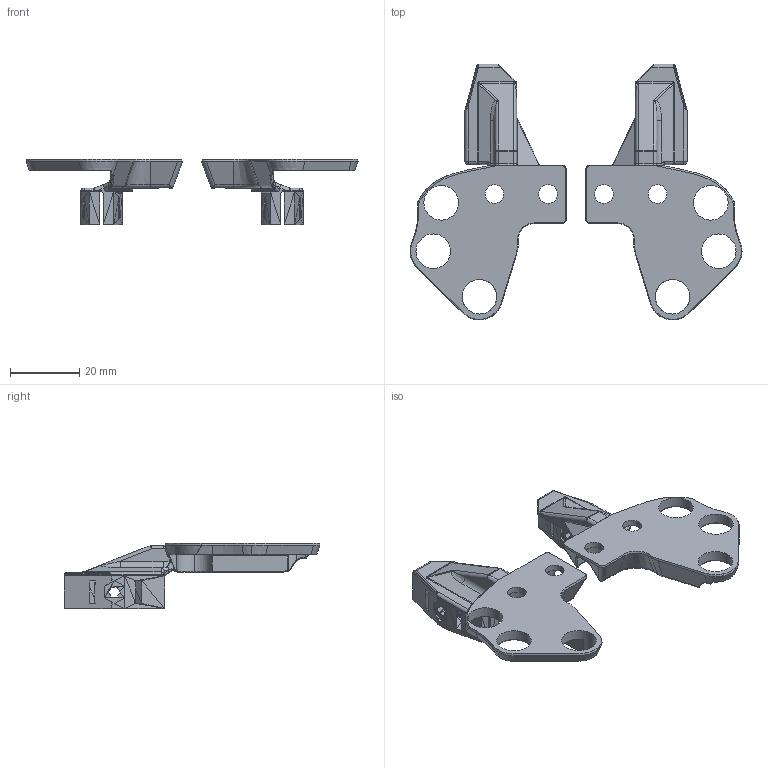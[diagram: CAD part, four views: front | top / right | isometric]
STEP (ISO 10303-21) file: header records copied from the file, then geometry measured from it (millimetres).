
FILE_DESCRIPTION (( 'STEP AP214' ), '1' );
FILE_NAME ('distanziale.STEP', '2024-12-01T23:24:44', ( '' ), ( '' ), 'SwSTEP 2.0', 'SolidWorks 2024', '' );
FILE_SCHEMA (( 'AUTOMOTIVE_DESIGN' ));
Length unit declared in the file: millimetre
Products named in the file (1): distanziale
Bounding box: 95.78 x 73.83 x 18.8 mm (x, y, z)
Volume: 14827.9 mm3; surface area: 13071.9 mm2
Topology: 4 solids, 4 shells, 1612 faces, 3050 edges, 1384 vertices
Faces by surface type: plane 1184, bspline 168, cylinder 148, torus 64, cone 28, sphere 20
Entity records: 42328 total; most frequent: CARTESIAN_POINT 12645, ORIENTED_EDGE 6020, DIRECTION 5940, EDGE_CURVE 3010, LINE 2142, VECTOR 2142, AXIS2_PLACEMENT_3D 1899, EDGE_LOOP 1632
